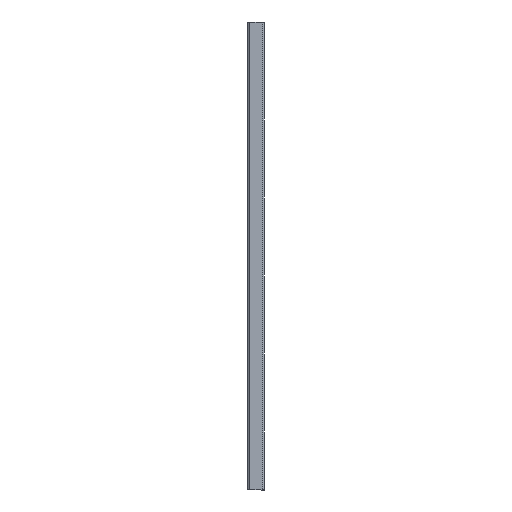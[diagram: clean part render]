
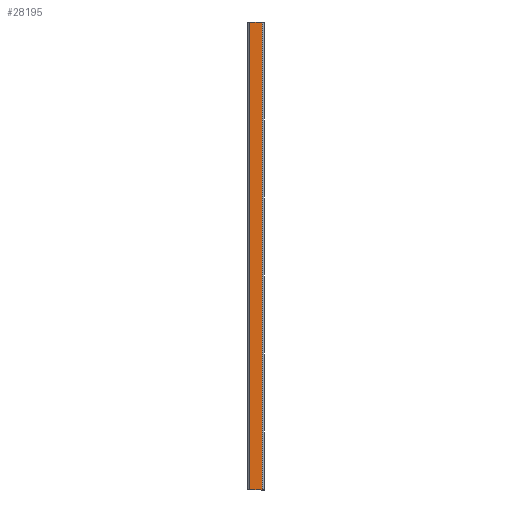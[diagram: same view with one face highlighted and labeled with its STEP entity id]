
A CAD part, left-side view. The second image highlights one B-rep face of the part: STEP entity #28195.
In plain terms, the highlighted planar face has unit normal (-1, 0, 0).
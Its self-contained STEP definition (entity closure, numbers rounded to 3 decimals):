
#316 = ORIENTED_EDGE ( 'NONE', *, *, #19224, .T. ) ;
#1127 = DIRECTION ( 'NONE',  ( 0., 1., 0. ) ) ;
#1370 = EDGE_CURVE ( 'NONE', #25001, #4047, #21152, .T. ) ;
#2289 = VERTEX_POINT ( 'NONE', #4001 ) ;
#4001 = CARTESIAN_POINT ( 'NONE',  ( -20.5, 2.25, 0. ) ) ;
#4047 = VERTEX_POINT ( 'NONE', #21589 ) ;
#4068 = CARTESIAN_POINT ( 'NONE',  ( -20.5, 18.75, -300. ) ) ;
#4281 = ORIENTED_EDGE ( 'NONE', *, *, #24788, .F. ) ;
#4883 = VECTOR ( 'NONE', #1127, 1000. ) ;
#7191 = LINE ( 'NONE', #7510, #26120 ) ;
#7510 = CARTESIAN_POINT ( 'NONE',  ( -20.5, 0., -600. ) ) ;
#9694 = AXIS2_PLACEMENT_3D ( 'NONE', #25776, #12464, #25879 ) ;
#10112 = VERTEX_POINT ( 'NONE', #13443 ) ;
#12464 = DIRECTION ( 'NONE',  ( 1., 0., 0. ) ) ;
#12738 = LINE ( 'NONE', #24460, #33716 ) ;
#13094 = LINE ( 'NONE', #32765, #4883 ) ;
#13443 = CARTESIAN_POINT ( 'NONE',  ( -20.5, 2.25, -600. ) ) ;
#15575 = DIRECTION ( 'NONE',  ( 0., 1., 0. ) ) ;
#16971 = DIRECTION ( 'NONE',  ( 0., 0., 1. ) ) ;
#18111 = ORIENTED_EDGE ( 'NONE', *, *, #31966, .T. ) ;
#18356 = ORIENTED_EDGE ( 'NONE', *, *, #1370, .F. ) ;
#19224 = EDGE_CURVE ( 'NONE', #2289, #4047, #13094, .T. ) ;
#19503 = VECTOR ( 'NONE', #33151, 1000. ) ;
#20222 = EDGE_LOOP ( 'NONE', ( #316, #18356, #4281, #18111 ) ) ;
#21152 = LINE ( 'NONE', #4068, #19503 ) ;
#21589 = CARTESIAN_POINT ( 'NONE',  ( -20.5, 18.75, 0. ) ) ;
#22228 = CARTESIAN_POINT ( 'NONE',  ( -20.5, 18.75, -600. ) ) ;
#23138 = PLANE ( 'NONE',  #9694 ) ;
#24460 = CARTESIAN_POINT ( 'NONE',  ( -20.5, 2.25, -300. ) ) ;
#24788 = EDGE_CURVE ( 'NONE', #10112, #25001, #7191, .T. ) ;
#25001 = VERTEX_POINT ( 'NONE', #22228 ) ;
#25098 = FACE_OUTER_BOUND ( 'NONE', #20222, .T. ) ;
#25776 = CARTESIAN_POINT ( 'NONE',  ( -20.5, 0., -300. ) ) ;
#25879 = DIRECTION ( 'NONE',  ( 0., 0., -1. ) ) ;
#26120 = VECTOR ( 'NONE', #15575, 1000. ) ;
#28195 = ADVANCED_FACE ( 'NONE', ( #25098 ), #23138, .F. ) ;
#31966 = EDGE_CURVE ( 'NONE', #10112, #2289, #12738, .T. ) ;
#32765 = CARTESIAN_POINT ( 'NONE',  ( -20.5, 0., 0. ) ) ;
#33151 = DIRECTION ( 'NONE',  ( 0., 0., 1. ) ) ;
#33716 = VECTOR ( 'NONE', #16971, 1000. ) ;
